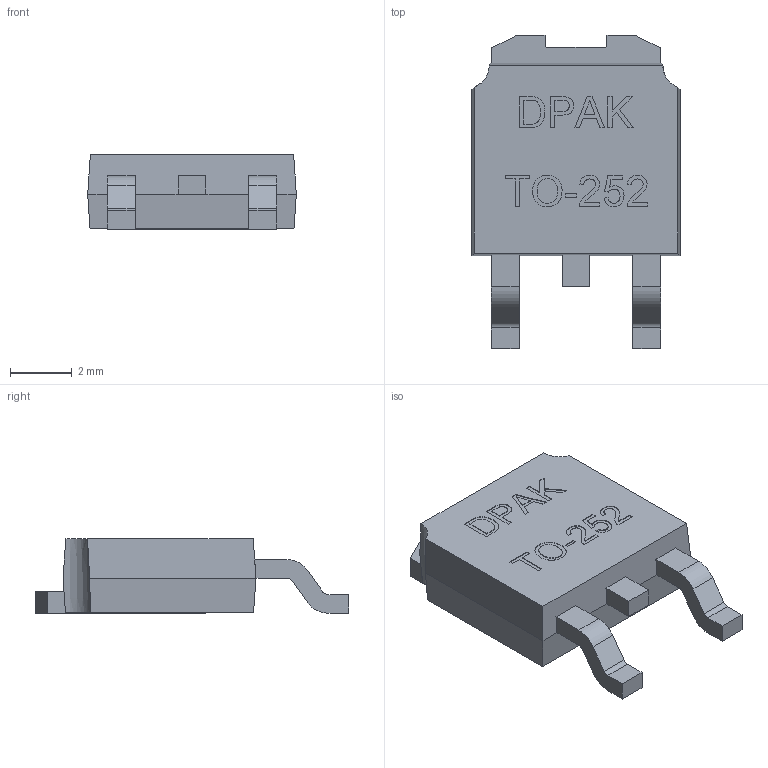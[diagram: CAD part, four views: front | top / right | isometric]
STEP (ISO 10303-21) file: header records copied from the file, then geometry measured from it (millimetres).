
FILE_DESCRIPTION(('FreeCAD Model'),'2;1');
FILE_NAME('User Library-DPAK_TO-252AA.step' ,'2017-02-17T15:19:26',('kicad StepUp'),('ksu MCAD'), 'Open CASCADE STEP processor 6.8','FreeCAD','Unknown');
FILE_SCHEMA(('AUTOMOTIVE_DESIGN_CC2 { 1 2 10303 214 -1 1 5 4 }'));
Length unit declared in the file: millimetre
Products named in the file (2): ASSEMBLY; User_Library-DPAK_TO-252AA
Assembly tree (1 placements, depth 2):
  ASSEMBLY
    User_Library-DPAK_TO-252AA
Bounding box: 6.73 x 10.1 x 2.4 mm (x, y, z)
Volume: 103 mm3; surface area: 173 mm2
Topology: 1 solids, 1 shells, 197 faces, 530 edges, 350 vertices
Faces by surface type: plane 130, bspline 51, cylinder 14, cone 2
Entity records: 10288 total; most frequent: CARTESIAN_POINT 4282, ORIENTED_EDGE 1060, DIRECTION 748, EDGE_CURVE 530, LINE 388, VECTOR 388, VERTEX_POINT 350, FACE_BOUND 212
